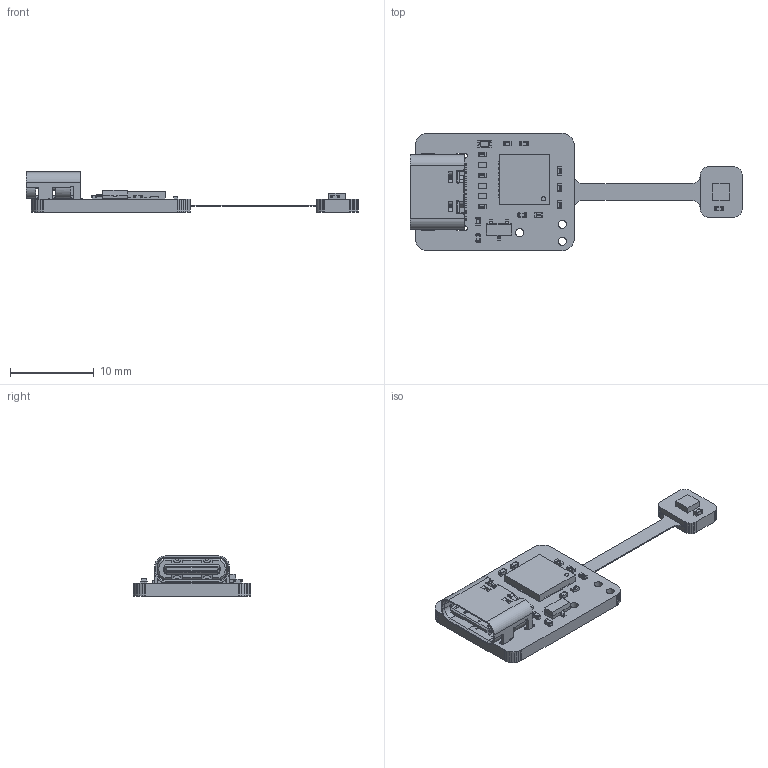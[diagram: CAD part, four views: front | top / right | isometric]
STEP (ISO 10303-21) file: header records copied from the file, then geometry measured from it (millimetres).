
FILE_DESCRIPTION(('Open CASCADE Model'),'2;1');
FILE_NAME('Open CASCADE Shape Model','2024-04-26T11:23:29',('Author'),( 'Open CASCADE'),'Open CASCADE STEP processor 7.5','Open CASCADE 7.5' ,'Unknown');
FILE_SCHEMA(('AUTOMOTIVE_DESIGN { 1 0 10303 214 1 1 1 1 }'));
Length unit declared in the file: millimetre
Products named in the file (44): PCB; Board; Open CASCADE STEP translator 7.5 3.1.1; Open CASCADE STEP translator 7.5 3.1.2; Open CASCADE STEP translator 7.5 3.1.3; R4; Resistor 0402; User Library-R SMD 0402_0402 BODY; User Library-R SMD 0402_0402 PAD; User Library-R SMD 0402_0402 OPIS; R2; D1; LED 0603; User Library-LED_0603_WS_Pocket002; User Library-LED_0603_WS_Pad004; User Library-LED_0603_WS_Fillet; User Library-LED_0603_WS_Pocket001; User Library-LED_0603_WS_Pad; C6; Capacitor 0402; C1; C2; C3; C4; C5; D2; 6278472240; Extruded; D3; D4; J2; Molex 217179-0001; R1; R5; R6; R7; U1; QFN-28; U2; SOT-23 ...
Assembly tree (57 placements, depth 4):
  PCB
    Board
      Open CASCADE STEP translator 7.5 3.1.1
      Open CASCADE STEP translator 7.5 3.1.2
      Open CASCADE STEP translator 7.5 3.1.3
    R4
      Resistor 0402
        User Library-R SMD 0402_0402 BODY
        User Library-R SMD 0402_0402 PAD  x2
        User Library-R SMD 0402_0402 OPIS
    R2
      Resistor 0402
        User Library-R SMD 0402_0402 BODY
        User Library-R SMD 0402_0402 PAD  x2
        User Library-R SMD 0402_0402 OPIS
    D1
      LED 0603
        User Library-LED_0603_WS_Pocket002
        User Library-LED_0603_WS_Pad004
        User Library-LED_0603_WS_Fillet
        User Library-LED_0603_WS_Pocket001
        User Library-LED_0603_WS_Pad
    C6
      Capacitor 0402
    C1
      Capacitor 0402
    C2
      Capacitor 0402
    C3
      Capacitor 0402
    C4
      Capacitor 0402
    C5
      Capacitor 0402
    D2
      6278472240
        Extruded
    D3
      6278472240
        Extruded
    D4
      6278472240
        Extruded
    J2
      Molex 217179-0001
    R1
      Resistor 0402
        User Library-R SMD 0402_0402 BODY
        User Library-R SMD 0402_0402 PAD  x2
        User Library-R SMD 0402_0402 OPIS
    R5
      Resistor 0402
        User Library-R SMD 0402_0402 BODY
        User Library-R SMD 0402_0402 PAD  x2
        User Library-R SMD 0402_0402 OPIS
    R6
      Resistor 0402
        User Library-R SMD 0402_0402 BODY
        User Library-R SMD 0402_0402 PAD  x2
        User Library-R SMD 0402_0402 OPIS
Bounding box: 39.62 x 14 x 4.8 mm (x, y, z)
Volume: 590.4 mm3; surface area: 1472.5 mm2
Topology: 72 solids, 79 shells, 2199 faces, 5595 edges, 3483 vertices
Faces by surface type: plane 1342, cylinder 445, bspline 303, sphere 96, cone 13
Full cylindrical faces by diameter (mm): 0.99 x3
Entity records: 46179 total; most frequent: CARTESIAN_POINT 9619, ORIENTED_EDGE 6748, DIRECTION 6271, EDGE_CURVE 3375, LINE 2625, VECTOR 2625, VERTEX_POINT 2187, AXIS2_PLACEMENT_3D 1823
